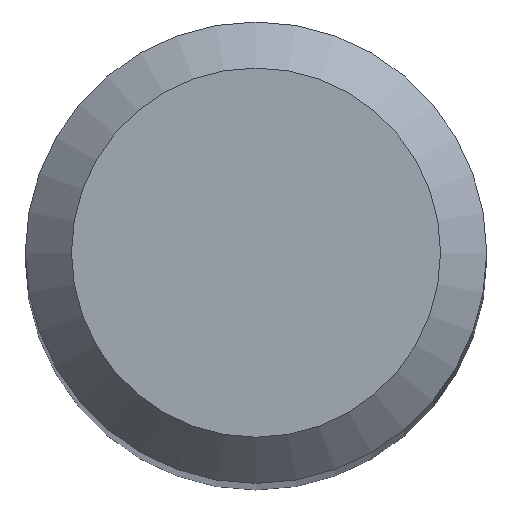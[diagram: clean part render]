
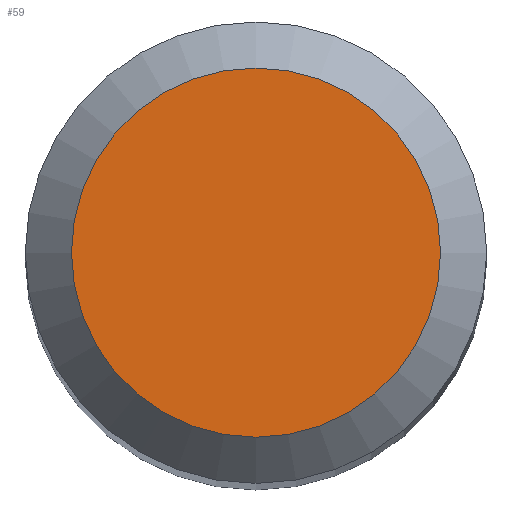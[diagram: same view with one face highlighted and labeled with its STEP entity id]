
A CAD part, top view. The second image highlights one B-rep face of the part: STEP entity #59.
In plain terms, the highlighted planar face has unit normal (0, 0, 1).
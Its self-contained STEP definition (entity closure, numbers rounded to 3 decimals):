
#2 = EDGE_CURVE ( 'NONE', #65, #65, #204, .T. ) ;
#23 = AXIS2_PLACEMENT_3D ( 'NONE', #98, #50, #168 ) ;
#32 = FACE_OUTER_BOUND ( 'NONE', #43, .T. ) ;
#43 = EDGE_LOOP ( 'NONE', ( #108 ) ) ;
#50 = DIRECTION ( 'NONE',  ( 0., 0., -1. ) ) ;
#59 = ADVANCED_FACE ( 'NONE', ( #32 ), #63, .F. ) ;
#61 = DIRECTION ( 'NONE',  ( 0., 1., 0. ) ) ;
#63 = PLANE ( 'NONE',  #23 ) ;
#65 = VERTEX_POINT ( 'NONE', #136 ) ;
#98 = CARTESIAN_POINT ( 'NONE',  ( 0., 0., 38. ) ) ;
#107 = AXIS2_PLACEMENT_3D ( 'NONE', #207, #148, #61 ) ;
#108 = ORIENTED_EDGE ( 'NONE', *, *, #2, .F. ) ;
#136 = CARTESIAN_POINT ( 'NONE',  ( 0., 1.2, 38. ) ) ;
#148 = DIRECTION ( 'NONE',  ( 0., 0., -1. ) ) ;
#168 = DIRECTION ( 'NONE',  ( 0., 1., 0. ) ) ;
#204 = CIRCLE ( 'NONE', #107, 1.2 ) ;
#207 = CARTESIAN_POINT ( 'NONE',  ( 0., 0., 38. ) ) ;
